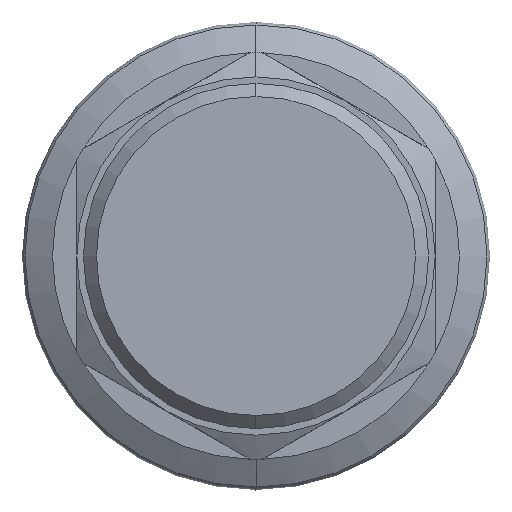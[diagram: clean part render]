
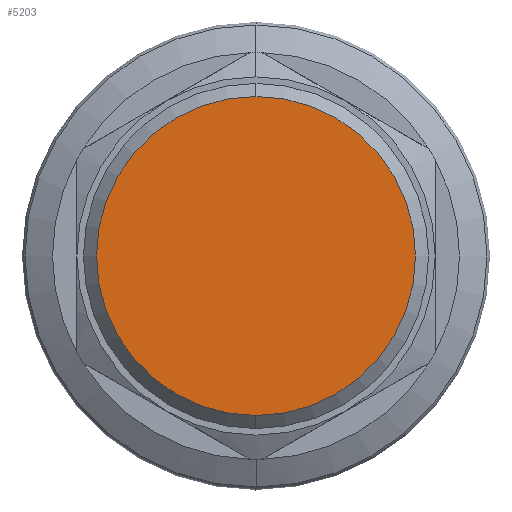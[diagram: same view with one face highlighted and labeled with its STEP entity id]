
A CAD part, left-side view. The second image highlights one B-rep face of the part: STEP entity #5203.
In plain terms, the highlighted planar face has unit normal (-1, 0, 0).
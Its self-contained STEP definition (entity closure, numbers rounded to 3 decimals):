
#462 = CARTESIAN_POINT ( 'NONE',  ( -11.15, 0., 0. ) ) ;
#759 = FACE_OUTER_BOUND ( 'NONE', #13586, .T. ) ;
#3399 = AXIS2_PLACEMENT_3D ( 'NONE', #462, #12182, #7131 ) ;
#5203 = ADVANCED_FACE ( 'NONE', ( #759 ), #9013, .F. ) ;
#5372 = AXIS2_PLACEMENT_3D ( 'NONE', #9078, #9153, #14099 ) ;
#6523 = EDGE_CURVE ( 'NONE', #7459, #9141, #15347, .T. ) ;
#7131 = DIRECTION ( 'NONE',  ( 0., 0., 1. ) ) ;
#7459 = VERTEX_POINT ( 'NONE', #16652 ) ;
#8988 = CIRCLE ( 'NONE', #5372, 18.35 ) ;
#9013 = PLANE ( 'NONE',  #19618 ) ;
#9078 = CARTESIAN_POINT ( 'NONE',  ( -11.15, 0., 0. ) ) ;
#9091 = DIRECTION ( 'NONE',  ( 1., 0., 0. ) ) ;
#9141 = VERTEX_POINT ( 'NONE', #10071 ) ;
#9153 = DIRECTION ( 'NONE',  ( -1., 0., 0. ) ) ;
#10071 = CARTESIAN_POINT ( 'NONE',  ( -11.15, 0., -18.35 ) ) ;
#10749 = DIRECTION ( 'NONE',  ( 0., 0., -1. ) ) ;
#12182 = DIRECTION ( 'NONE',  ( -1., 0., 0. ) ) ;
#12356 = CARTESIAN_POINT ( 'NONE',  ( -11.15, 0., 0. ) ) ;
#13586 = EDGE_LOOP ( 'NONE', ( #14329, #18288 ) ) ;
#14099 = DIRECTION ( 'NONE',  ( 0., 0., 1. ) ) ;
#14329 = ORIENTED_EDGE ( 'NONE', *, *, #17685, .T. ) ;
#15347 = CIRCLE ( 'NONE', #3399, 18.35 ) ;
#16652 = CARTESIAN_POINT ( 'NONE',  ( -11.15, 0., 18.35 ) ) ;
#17685 = EDGE_CURVE ( 'NONE', #9141, #7459, #8988, .T. ) ;
#18288 = ORIENTED_EDGE ( 'NONE', *, *, #6523, .T. ) ;
#19618 = AXIS2_PLACEMENT_3D ( 'NONE', #12356, #9091, #10749 ) ;
